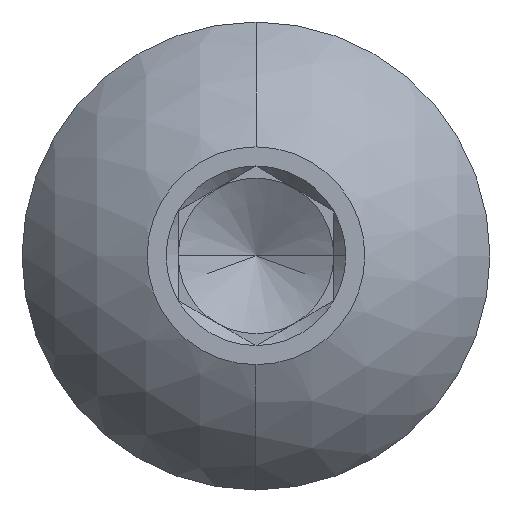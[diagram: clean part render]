
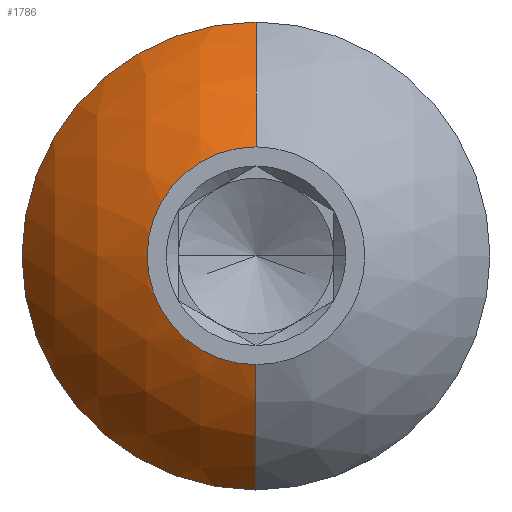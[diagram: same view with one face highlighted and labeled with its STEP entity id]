
A CAD part, top view. The second image highlights one B-rep face of the part: STEP entity #1786.
In plain terms, the highlighted spherical face has radius 2.763 mm.
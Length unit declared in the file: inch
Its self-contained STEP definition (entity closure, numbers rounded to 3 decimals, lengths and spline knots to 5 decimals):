
#108 = VERTEX_POINT ( 'NONE', #3888 ) ;
#252 = DIRECTION ( 'NONE',  ( 1., 0., 0. ) ) ;
#339 = CARTESIAN_POINT ( 'NONE',  ( 0., 0., 0.23114 ) ) ;
#430 = CIRCLE ( 'NONE', #4652, 0.094 ) ;
#454 = VERTEX_POINT ( 'NONE', #2093 ) ;
#505 = FACE_OUTER_BOUND ( 'NONE', #5039, .T. ) ;
#563 = CARTESIAN_POINT ( 'NONE',  ( 0., 0., 0.23114 ) ) ;
#584 = EDGE_CURVE ( 'NONE', #108, #454, #2819, .T. ) ;
#671 = CARTESIAN_POINT ( 'NONE',  ( -0.094, 0., 0.23114 ) ) ;
#745 = VERTEX_POINT ( 'NONE', #2694 ) ;
#805 = ORIENTED_EDGE ( 'NONE', *, *, #5630, .T. ) ;
#858 = DIRECTION ( 'NONE',  ( 1., 0., 0. ) ) ;
#866 = DIRECTION ( 'NONE',  ( 0., 0., 1. ) ) ;
#951 = VERTEX_POINT ( 'NONE', #671 ) ;
#1079 = ORIENTED_EDGE ( 'NONE', *, *, #1662, .F. ) ;
#1085 = DIRECTION ( 'NONE',  ( 0., 0., -1. ) ) ;
#1231 = VERTEX_POINT ( 'NONE', #2183 ) ;
#1353 = AXIS2_PLACEMENT_3D ( 'NONE', #5063, #3293, #1085 ) ;
#1662 = EDGE_CURVE ( 'NONE', #745, #108, #2114, .T. ) ;
#1764 = EDGE_CURVE ( 'NONE', #1231, #454, #4016, .T. ) ;
#1786 = ADVANCED_FACE ( 'NONE', ( #505 ), #5208, .T. ) ;
#1927 = DIRECTION ( 'NONE',  ( 0., 0., 1. ) ) ;
#2027 = DIRECTION ( 'NONE',  ( 0., 1., 0. ) ) ;
#2093 = CARTESIAN_POINT ( 'NONE',  ( 0., -0.04375, 0.276 ) ) ;
#2101 = DIRECTION ( 'NONE',  ( 0., 0., 1. ) ) ;
#2114 = CIRCLE ( 'NONE', #1353, 0.10877 ) ;
#2183 = CARTESIAN_POINT ( 'NONE',  ( 0., -0.094, 0.23114 ) ) ;
#2419 = AXIS2_PLACEMENT_3D ( 'NONE', #339, #866, #5721 ) ;
#2459 = DIRECTION ( 'NONE',  ( -1., 0., 0. ) ) ;
#2523 = DIRECTION ( 'NONE',  ( -1., 0., 0. ) ) ;
#2598 = AXIS2_PLACEMENT_3D ( 'NONE', #3881, #2523, #2027 ) ;
#2694 = CARTESIAN_POINT ( 'NONE',  ( 0., 0.094, 0.23114 ) ) ;
#2819 = CIRCLE ( 'NONE', #5338, 0.04375 ) ;
#3073 = CIRCLE ( 'NONE', #2419, 0.094 ) ;
#3293 = DIRECTION ( 'NONE',  ( 1., 0., 0. ) ) ;
#3608 = ORIENTED_EDGE ( 'NONE', *, *, #584, .F. ) ;
#3777 = DIRECTION ( 'NONE',  ( 0., -1., 0. ) ) ;
#3881 = CARTESIAN_POINT ( 'NONE',  ( 0., 0., 0.17642 ) ) ;
#3888 = CARTESIAN_POINT ( 'NONE',  ( 0., 0.04375, 0.276 ) ) ;
#4016 = CIRCLE ( 'NONE', #4623, 0.10877 ) ;
#4527 = EDGE_CURVE ( 'NONE', #745, #951, #3073, .T. ) ;
#4623 = AXIS2_PLACEMENT_3D ( 'NONE', #4678, #2459, #3777 ) ;
#4652 = AXIS2_PLACEMENT_3D ( 'NONE', #563, #1927, #252 ) ;
#4678 = CARTESIAN_POINT ( 'NONE',  ( 0., 0., 0.17642 ) ) ;
#4887 = ORIENTED_EDGE ( 'NONE', *, *, #1764, .T. ) ;
#5039 = EDGE_LOOP ( 'NONE', ( #805, #4887, #3608, #1079, #5081 ) ) ;
#5063 = CARTESIAN_POINT ( 'NONE',  ( 0., 0., 0.17642 ) ) ;
#5081 = ORIENTED_EDGE ( 'NONE', *, *, #4527, .T. ) ;
#5208 = SPHERICAL_SURFACE ( 'NONE', #2598, 0.10877 ) ;
#5338 = AXIS2_PLACEMENT_3D ( 'NONE', #5387, #2101, #858 ) ;
#5387 = CARTESIAN_POINT ( 'NONE',  ( 0., 0., 0.276 ) ) ;
#5630 = EDGE_CURVE ( 'NONE', #951, #1231, #430, .T. ) ;
#5721 = DIRECTION ( 'NONE',  ( 1., 0., 0. ) ) ;
